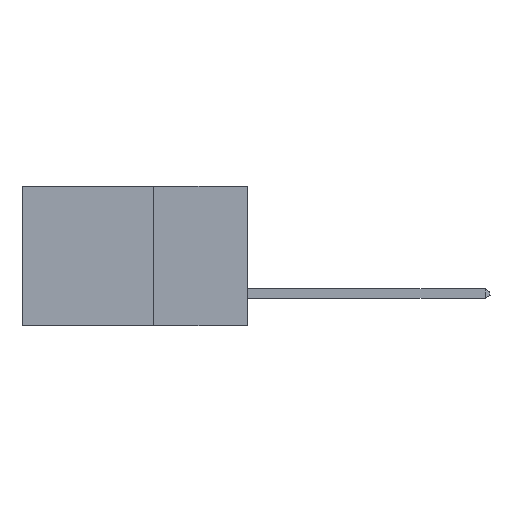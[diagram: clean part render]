
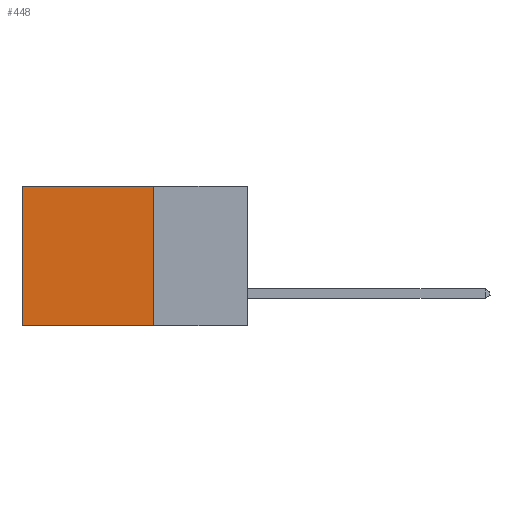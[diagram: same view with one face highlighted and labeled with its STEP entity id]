
A CAD part, left-side view. The second image highlights one B-rep face of the part: STEP entity #448.
In plain terms, the highlighted planar face has unit normal (-1, 0, 0).
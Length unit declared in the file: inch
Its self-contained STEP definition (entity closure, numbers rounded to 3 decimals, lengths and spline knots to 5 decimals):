
#175 = DIRECTION ( 'NONE',  ( 0., 1., 0. ) ) ;
#448 = ADVANCED_FACE ( 'NONE', ( #19742 ), #14681, .F. ) ;
#464 = VERTEX_POINT ( 'NONE', #14886 ) ;
#513 = DIRECTION ( 'NONE',  ( 0., 0., -1. ) ) ;
#1523 = ORIENTED_EDGE ( 'NONE', *, *, #15087, .F. ) ;
#2039 = VERTEX_POINT ( 'NONE', #10466 ) ;
#2360 = CARTESIAN_POINT ( 'NONE',  ( 0.298, 0.25, 0. ) ) ;
#2661 = VECTOR ( 'NONE', #6548, 39.37008 ) ;
#2969 = VECTOR ( 'NONE', #175, 39.37008 ) ;
#3232 = LINE ( 'NONE', #8180, #2969 ) ;
#3484 = CARTESIAN_POINT ( 'NONE',  ( 0.298, 0.25, -0.37 ) ) ;
#3486 = LINE ( 'NONE', #18187, #3987 ) ;
#3834 = DIRECTION ( 'NONE',  ( 0., 0., -1. ) ) ;
#3987 = VECTOR ( 'NONE', #513, 39.37008 ) ;
#4234 = CARTESIAN_POINT ( 'NONE',  ( 0.298, 0.25, -0.37 ) ) ;
#4563 = VERTEX_POINT ( 'NONE', #4234 ) ;
#4564 = ORIENTED_EDGE ( 'NONE', *, *, #17569, .T. ) ;
#5442 = EDGE_CURVE ( 'NONE', #15842, #2039, #3232, .T. ) ;
#5700 = ORIENTED_EDGE ( 'NONE', *, *, #5442, .T. ) ;
#6548 = DIRECTION ( 'NONE',  ( 0., 0., -1. ) ) ;
#6593 = EDGE_CURVE ( 'NONE', #4563, #464, #15234, .T. ) ;
#8180 = CARTESIAN_POINT ( 'NONE',  ( 0.298, 0.25, 0. ) ) ;
#9574 = AXIS2_PLACEMENT_3D ( 'NONE', #2360, #11748, #3834 ) ;
#10466 = CARTESIAN_POINT ( 'NONE',  ( 0.298, 0.6, 0. ) ) ;
#10857 = ORIENTED_EDGE ( 'NONE', *, *, #6593, .F. ) ;
#10970 = VECTOR ( 'NONE', #15038, 39.37008 ) ;
#11449 = CARTESIAN_POINT ( 'NONE',  ( 0.298, 0.25, 0. ) ) ;
#11748 = DIRECTION ( 'NONE',  ( 1., 0., 0. ) ) ;
#14681 = PLANE ( 'NONE',  #9574 ) ;
#14886 = CARTESIAN_POINT ( 'NONE',  ( 0.298, 0.6, -0.37 ) ) ;
#15038 = DIRECTION ( 'NONE',  ( 0., 1., 0. ) ) ;
#15087 = EDGE_CURVE ( 'NONE', #15842, #4563, #3486, .T. ) ;
#15234 = LINE ( 'NONE', #3484, #10970 ) ;
#15842 = VERTEX_POINT ( 'NONE', #11449 ) ;
#17382 = EDGE_LOOP ( 'NONE', ( #4564, #10857, #1523, #5700 ) ) ;
#17569 = EDGE_CURVE ( 'NONE', #2039, #464, #19740, .T. ) ;
#18187 = CARTESIAN_POINT ( 'NONE',  ( 0.298, 0.25, 0. ) ) ;
#19177 = CARTESIAN_POINT ( 'NONE',  ( 0.298, 0.6, 0. ) ) ;
#19740 = LINE ( 'NONE', #19177, #2661 ) ;
#19742 = FACE_OUTER_BOUND ( 'NONE', #17382, .T. ) ;
